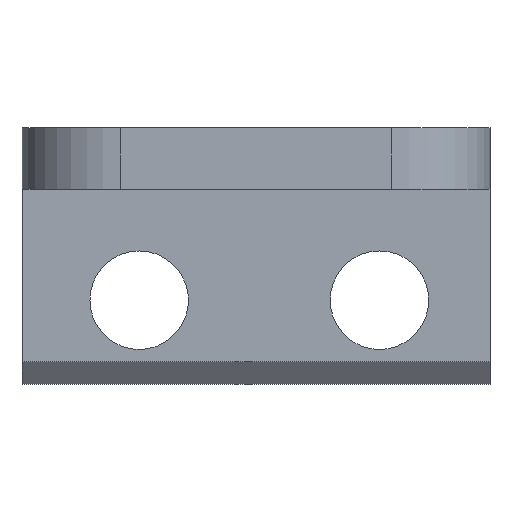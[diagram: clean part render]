
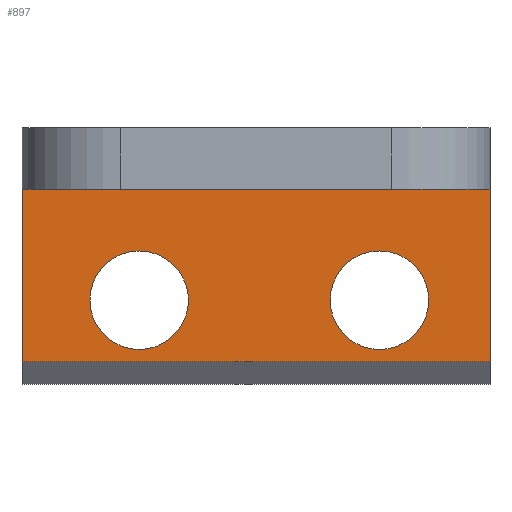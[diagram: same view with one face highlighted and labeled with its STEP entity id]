
A CAD part, front view. The second image highlights one B-rep face of the part: STEP entity #897.
In plain terms, the highlighted planar face has unit normal (0, -1, 0).
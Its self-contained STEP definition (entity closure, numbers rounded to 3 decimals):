
#22=FACE_BOUND('',#130,.T.);
#23=FACE_BOUND('',#131,.T.);
#32=PLANE('',#974);
#79=FACE_OUTER_BOUND('',#129,.T.);
#129=EDGE_LOOP('',(#781,#782,#783,#784));
#130=EDGE_LOOP('',(#785));
#131=EDGE_LOOP('',(#786));
#157=CIRCLE('',#968,4.);
#159=CIRCLE('',#971,4.);
#256=LINE('',#2060,#305);
#265=LINE('',#3596,#314);
#269=LINE('',#3614,#318);
#270=LINE('',#3615,#319);
#305=VECTOR('',#1082,10.);
#314=VECTOR('',#1119,10.);
#318=VECTOR('',#1141,10.);
#319=VECTOR('',#1142,10.);
#389=VERTEX_POINT('',#2057);
#390=VERTEX_POINT('',#2059);
#404=VERTEX_POINT('',#3589);
#407=VERTEX_POINT('',#3594);
#409=VERTEX_POINT('',#3600);
#411=VERTEX_POINT('',#3606);
#502=EDGE_CURVE('',#390,#389,#256,.T.);
#534=EDGE_CURVE('',#404,#407,#265,.T.);
#537=EDGE_CURVE('',#409,#409,#157,.T.);
#540=EDGE_CURVE('',#411,#411,#159,.T.);
#543=EDGE_CURVE('',#389,#404,#269,.T.);
#544=EDGE_CURVE('',#390,#407,#270,.T.);
#781=ORIENTED_EDGE('',*,*,#502,.T.);
#782=ORIENTED_EDGE('',*,*,#543,.T.);
#783=ORIENTED_EDGE('',*,*,#534,.T.);
#784=ORIENTED_EDGE('',*,*,#544,.F.);
#785=ORIENTED_EDGE('',*,*,#537,.F.);
#786=ORIENTED_EDGE('',*,*,#540,.F.);
#897=ADVANCED_FACE('',(#79,#22,#23),#32,.F.);
#968=AXIS2_PLACEMENT_3D('',#3602,#1125,#1126);
#971=AXIS2_PLACEMENT_3D('',#3608,#1132,#1133);
#974=AXIS2_PLACEMENT_3D('',#3613,#1139,#1140);
#1082=DIRECTION('',(-1.,0.,0.));
#1119=DIRECTION('',(1.,0.,0.));
#1125=DIRECTION('center_axis',(0.,-1.,0.));
#1126=DIRECTION('ref_axis',(0.,0.,-1.));
#1132=DIRECTION('center_axis',(0.,-1.,0.));
#1133=DIRECTION('ref_axis',(0.,0.,-1.));
#1139=DIRECTION('center_axis',(0.,1.,0.));
#1140=DIRECTION('ref_axis',(1.,0.,0.));
#1141=DIRECTION('',(0.,0.,-1.));
#1142=DIRECTION('',(0.,0.,-1.));
#2057=CARTESIAN_POINT('',(-20.,21.749,125.));
#2059=CARTESIAN_POINT('',(17.983,21.749,125.));
#2060=CARTESIAN_POINT('',(-10.504,21.749,125.));
#3589=CARTESIAN_POINT('',(-20.,21.749,111.));
#3594=CARTESIAN_POINT('',(17.983,21.749,111.));
#3596=CARTESIAN_POINT('',(-20.,21.749,111.));
#3600=CARTESIAN_POINT('',(-10.488,21.749,120.));
#3602=CARTESIAN_POINT('Origin',(-10.488,21.749,116.));
#3606=CARTESIAN_POINT('',(9.012,21.749,120.));
#3608=CARTESIAN_POINT('Origin',(9.012,21.749,116.));
#3613=CARTESIAN_POINT('Origin',(-20.,21.749,125.));
#3614=CARTESIAN_POINT('',(-20.,21.749,125.));
#3615=CARTESIAN_POINT('',(17.983,21.749,125.));
